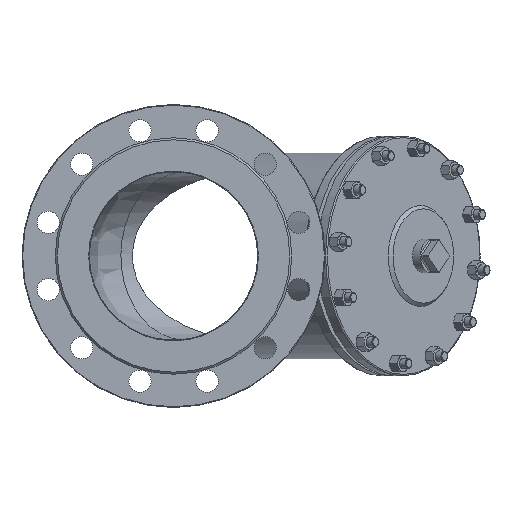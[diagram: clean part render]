
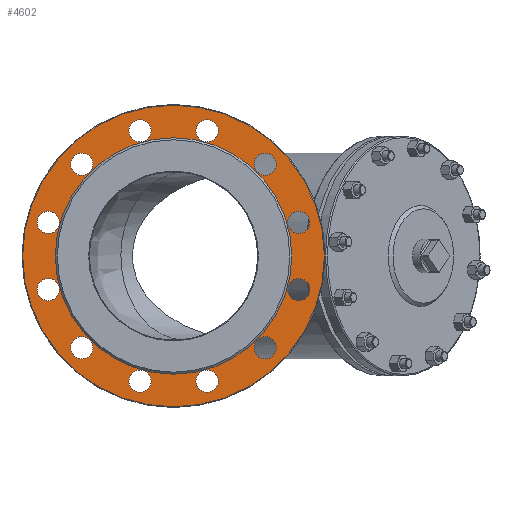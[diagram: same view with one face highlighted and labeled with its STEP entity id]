
A CAD part, left-side view. The second image highlights one B-rep face of the part: STEP entity #4602.
In plain terms, the highlighted planar face has unit normal (-1, 0, 0).
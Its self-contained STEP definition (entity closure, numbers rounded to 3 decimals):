
#201=FACE_BOUND('',#1003,.T.);
#202=FACE_BOUND('',#1004,.T.);
#203=FACE_BOUND('',#1005,.T.);
#204=FACE_BOUND('',#1006,.T.);
#205=FACE_BOUND('',#1007,.T.);
#206=FACE_BOUND('',#1008,.T.);
#207=FACE_BOUND('',#1009,.T.);
#208=FACE_BOUND('',#1010,.T.);
#209=FACE_BOUND('',#1011,.T.);
#210=FACE_BOUND('',#1012,.T.);
#211=FACE_BOUND('',#1013,.T.);
#212=FACE_BOUND('',#1014,.T.);
#213=FACE_BOUND('',#1015,.T.);
#422=PLANE('',#5095);
#694=FACE_OUTER_BOUND('',#1002,.T.);
#1002=EDGE_LOOP('',(#3613));
#1003=EDGE_LOOP('',(#3614));
#1004=EDGE_LOOP('',(#3615));
#1005=EDGE_LOOP('',(#3616));
#1006=EDGE_LOOP('',(#3617));
#1007=EDGE_LOOP('',(#3618));
#1008=EDGE_LOOP('',(#3619));
#1009=EDGE_LOOP('',(#3620));
#1010=EDGE_LOOP('',(#3621));
#1011=EDGE_LOOP('',(#3622));
#1012=EDGE_LOOP('',(#3623));
#1013=EDGE_LOOP('',(#3624));
#1014=EDGE_LOOP('',(#3625));
#1015=EDGE_LOOP('',(#3626));
#1685=CIRCLE('',#5094,175.5);
#1686=CIRCLE('',#5096,224.);
#1687=CIRCLE('',#5097,16.5);
#1688=CIRCLE('',#5098,16.5);
#1689=CIRCLE('',#5099,16.5);
#1690=CIRCLE('',#5100,16.5);
#1691=CIRCLE('',#5101,16.5);
#1692=CIRCLE('',#5102,16.5);
#1693=CIRCLE('',#5103,16.5);
#1694=CIRCLE('',#5104,16.5);
#1695=CIRCLE('',#5105,16.5);
#1696=CIRCLE('',#5106,16.5);
#1697=CIRCLE('',#5107,16.5);
#1698=CIRCLE('',#5108,16.5);
#2083=VERTEX_POINT('',#9047);
#2084=VERTEX_POINT('',#9051);
#2085=VERTEX_POINT('',#9053);
#2086=VERTEX_POINT('',#9055);
#2087=VERTEX_POINT('',#9057);
#2088=VERTEX_POINT('',#9059);
#2089=VERTEX_POINT('',#9061);
#2090=VERTEX_POINT('',#9063);
#2091=VERTEX_POINT('',#9065);
#2092=VERTEX_POINT('',#9067);
#2093=VERTEX_POINT('',#9069);
#2094=VERTEX_POINT('',#9071);
#2095=VERTEX_POINT('',#9073);
#2096=VERTEX_POINT('',#9075);
#2625=EDGE_CURVE('',#2083,#2083,#1685,.T.);
#2627=EDGE_CURVE('',#2084,#2084,#1686,.T.);
#2628=EDGE_CURVE('',#2085,#2085,#1687,.T.);
#2629=EDGE_CURVE('',#2086,#2086,#1688,.T.);
#2630=EDGE_CURVE('',#2087,#2087,#1689,.T.);
#2631=EDGE_CURVE('',#2088,#2088,#1690,.T.);
#2632=EDGE_CURVE('',#2089,#2089,#1691,.T.);
#2633=EDGE_CURVE('',#2090,#2090,#1692,.T.);
#2634=EDGE_CURVE('',#2091,#2091,#1693,.T.);
#2635=EDGE_CURVE('',#2092,#2092,#1694,.T.);
#2636=EDGE_CURVE('',#2093,#2093,#1695,.T.);
#2637=EDGE_CURVE('',#2094,#2094,#1696,.T.);
#2638=EDGE_CURVE('',#2095,#2095,#1697,.T.);
#2639=EDGE_CURVE('',#2096,#2096,#1698,.T.);
#3613=ORIENTED_EDGE('',*,*,#2627,.F.);
#3614=ORIENTED_EDGE('',*,*,#2628,.T.);
#3615=ORIENTED_EDGE('',*,*,#2629,.T.);
#3616=ORIENTED_EDGE('',*,*,#2630,.T.);
#3617=ORIENTED_EDGE('',*,*,#2631,.T.);
#3618=ORIENTED_EDGE('',*,*,#2632,.T.);
#3619=ORIENTED_EDGE('',*,*,#2633,.T.);
#3620=ORIENTED_EDGE('',*,*,#2634,.T.);
#3621=ORIENTED_EDGE('',*,*,#2635,.T.);
#3622=ORIENTED_EDGE('',*,*,#2636,.T.);
#3623=ORIENTED_EDGE('',*,*,#2637,.T.);
#3624=ORIENTED_EDGE('',*,*,#2638,.T.);
#3625=ORIENTED_EDGE('',*,*,#2639,.T.);
#3626=ORIENTED_EDGE('',*,*,#2625,.F.);
#4602=ADVANCED_FACE('',(#694,#201,#202,#203,#204,#205,#206,#207,#208,#209,
#210,#211,#212,#213),#422,.F.);
#5094=AXIS2_PLACEMENT_3D('',#9048,#6107,#6108);
#5095=AXIS2_PLACEMENT_3D('',#9050,#6110,#6111);
#5096=AXIS2_PLACEMENT_3D('',#9052,#6112,#6113);
#5097=AXIS2_PLACEMENT_3D('',#9054,#6114,#6115);
#5098=AXIS2_PLACEMENT_3D('',#9056,#6116,#6117);
#5099=AXIS2_PLACEMENT_3D('',#9058,#6118,#6119);
#5100=AXIS2_PLACEMENT_3D('',#9060,#6120,#6121);
#5101=AXIS2_PLACEMENT_3D('',#9062,#6122,#6123);
#5102=AXIS2_PLACEMENT_3D('',#9064,#6124,#6125);
#5103=AXIS2_PLACEMENT_3D('',#9066,#6126,#6127);
#5104=AXIS2_PLACEMENT_3D('',#9068,#6128,#6129);
#5105=AXIS2_PLACEMENT_3D('',#9070,#6130,#6131);
#5106=AXIS2_PLACEMENT_3D('',#9072,#6132,#6133);
#5107=AXIS2_PLACEMENT_3D('',#9074,#6134,#6135);
#5108=AXIS2_PLACEMENT_3D('',#9076,#6136,#6137);
#6107=DIRECTION('center_axis',(-1.,0.,0.));
#6108=DIRECTION('ref_axis',(0.,0.,1.));
#6110=DIRECTION('center_axis',(1.,0.,0.));
#6111=DIRECTION('ref_axis',(0.,0.,-1.));
#6112=DIRECTION('center_axis',(1.,0.,0.));
#6113=DIRECTION('ref_axis',(0.,1.,0.));
#6114=DIRECTION('center_axis',(1.,0.,0.));
#6115=DIRECTION('ref_axis',(0.,-1.,0.));
#6116=DIRECTION('center_axis',(1.,0.,0.));
#6117=DIRECTION('ref_axis',(0.,-1.,0.));
#6118=DIRECTION('center_axis',(1.,0.,0.));
#6119=DIRECTION('ref_axis',(0.,-1.,0.));
#6120=DIRECTION('center_axis',(1.,0.,0.));
#6121=DIRECTION('ref_axis',(0.,-1.,0.));
#6122=DIRECTION('center_axis',(1.,0.,0.));
#6123=DIRECTION('ref_axis',(0.,-1.,0.));
#6124=DIRECTION('center_axis',(1.,0.,0.));
#6125=DIRECTION('ref_axis',(0.,-1.,0.));
#6126=DIRECTION('center_axis',(1.,0.,0.));
#6127=DIRECTION('ref_axis',(0.,-1.,0.));
#6128=DIRECTION('center_axis',(1.,0.,0.));
#6129=DIRECTION('ref_axis',(0.,-1.,0.));
#6130=DIRECTION('center_axis',(1.,0.,0.));
#6131=DIRECTION('ref_axis',(0.,-1.,0.));
#6132=DIRECTION('center_axis',(1.,0.,0.));
#6133=DIRECTION('ref_axis',(0.,-1.,0.));
#6134=DIRECTION('center_axis',(1.,0.,0.));
#6135=DIRECTION('ref_axis',(0.,-1.,0.));
#6136=DIRECTION('center_axis',(1.,0.,0.));
#6137=DIRECTION('ref_axis',(0.,-1.,0.));
#9047=CARTESIAN_POINT('',(-689.,0.,-175.5));
#9048=CARTESIAN_POINT('Origin',(-689.,0.,0.));
#9050=CARTESIAN_POINT('Origin',(-689.,0.,0.));
#9051=CARTESIAN_POINT('',(-689.,-224.,0.));
#9052=CARTESIAN_POINT('Origin',(-689.,0.,0.));
#9053=CARTESIAN_POINT('',(-689.,66.323,-185.941));
#9054=CARTESIAN_POINT('Origin',(-689.,49.823,-185.941));
#9055=CARTESIAN_POINT('',(-689.,-33.323,-185.941));
#9056=CARTESIAN_POINT('Origin',(-689.,-49.823,-185.941));
#9057=CARTESIAN_POINT('',(-689.,-119.618,-136.118));
#9058=CARTESIAN_POINT('Origin',(-689.,-136.118,-136.118));
#9059=CARTESIAN_POINT('',(-689.,-169.441,-49.823));
#9060=CARTESIAN_POINT('Origin',(-689.,-185.941,-49.823));
#9061=CARTESIAN_POINT('',(-689.,-169.441,49.823));
#9062=CARTESIAN_POINT('Origin',(-689.,-185.941,49.823));
#9063=CARTESIAN_POINT('',(-689.,-119.618,136.118));
#9064=CARTESIAN_POINT('Origin',(-689.,-136.118,136.118));
#9065=CARTESIAN_POINT('',(-689.,-33.323,185.941));
#9066=CARTESIAN_POINT('Origin',(-689.,-49.823,185.941));
#9067=CARTESIAN_POINT('',(-689.,66.323,185.941));
#9068=CARTESIAN_POINT('Origin',(-689.,49.823,185.941));
#9069=CARTESIAN_POINT('',(-689.,152.618,136.118));
#9070=CARTESIAN_POINT('Origin',(-689.,136.118,136.118));
#9071=CARTESIAN_POINT('',(-689.,202.441,49.823));
#9072=CARTESIAN_POINT('Origin',(-689.,185.941,49.823));
#9073=CARTESIAN_POINT('',(-689.,202.441,-49.823));
#9074=CARTESIAN_POINT('Origin',(-689.,185.941,-49.823));
#9075=CARTESIAN_POINT('',(-689.,152.618,-136.118));
#9076=CARTESIAN_POINT('Origin',(-689.,136.118,-136.118));
